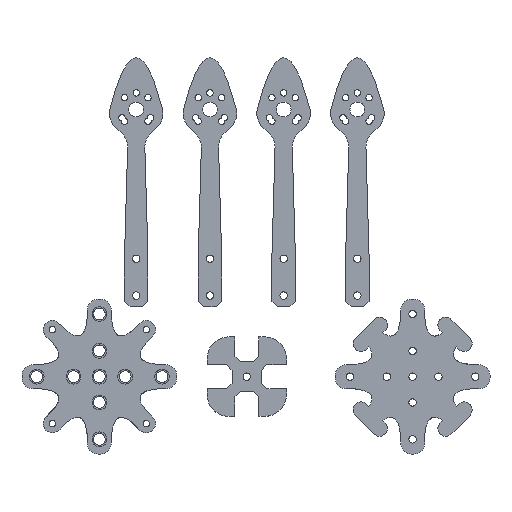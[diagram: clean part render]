
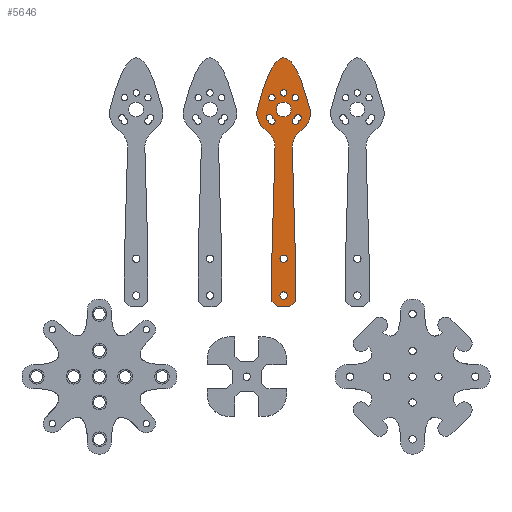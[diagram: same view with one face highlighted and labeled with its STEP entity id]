
A CAD part, top view. The second image highlights one B-rep face of the part: STEP entity #5646.
In plain terms, the highlighted planar face has unit normal (0, 0, 1).
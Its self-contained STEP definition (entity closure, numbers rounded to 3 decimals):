
#270=FACE_BOUND('',#1111,.T.);
#271=FACE_BOUND('',#1112,.T.);
#272=FACE_BOUND('',#1113,.T.);
#273=FACE_BOUND('',#1114,.T.);
#274=FACE_BOUND('',#1115,.T.);
#275=FACE_BOUND('',#1116,.T.);
#276=FACE_BOUND('',#1117,.T.);
#277=FACE_BOUND('',#1118,.T.);
#365=B_SPLINE_CURVE_WITH_KNOTS('',2,(#9986,#9987,#9988),.UNSPECIFIED.,.F.,
 .F.,(3,3),(782.792,815.41),.UNSPECIFIED.);
#474=PLANE('',#6153);
#735=FACE_OUTER_BOUND('',#1110,.T.);
#1110=EDGE_LOOP('',(#5079,#5080,#5081,#5082,#5083,#5084,#5085,#5086,#5087,
#5088,#5089,#5090,#5091,#5092));
#1111=EDGE_LOOP('',(#5093));
#1112=EDGE_LOOP('',(#5094,#5095));
#1113=EDGE_LOOP('',(#5096));
#1114=EDGE_LOOP('',(#5097));
#1115=EDGE_LOOP('',(#5098));
#1116=EDGE_LOOP('',(#5099));
#1117=EDGE_LOOP('',(#5100));
#1118=EDGE_LOOP('',(#5101,#5102));
#1561=LINE('',#9871,#2030);
#1565=LINE('',#9880,#2034);
#1569=LINE('',#9887,#2038);
#1572=LINE('',#9893,#2041);
#1575=LINE('',#9899,#2044);
#1578=LINE('',#9905,#2047);
#1580=LINE('',#9908,#2049);
#2030=VECTOR('',#7389,10.);
#2034=VECTOR('',#7395,10.);
#2038=VECTOR('',#7401,10.);
#2041=VECTOR('',#7406,10.);
#2044=VECTOR('',#7411,10.);
#2047=VECTOR('',#7416,10.);
#2049=VECTOR('',#7420,10.);
#2328=CIRCLE('',#6107,2.);
#2331=CIRCLE('',#6111,0.875);
#2333=CIRCLE('',#6114,0.875);
#2335=CIRCLE('',#6117,0.875);
#2337=CIRCLE('',#6120,0.875);
#2338=CIRCLE('',#6122,0.875);
#2340=CIRCLE('',#6125,0.875);
#2342=CIRCLE('',#6128,0.875);
#2345=CIRCLE('',#6132,5.);
#2347=CIRCLE('',#6135,7.5);
#2349=CIRCLE('',#6138,5.);
#2351=CIRCLE('',#6141,5.);
#2353=CIRCLE('',#6144,7.5);
#2355=CIRCLE('',#6147,5.);
#2358=CIRCLE('',#6152,1.);
#2359=CIRCLE('',#6154,1.);
#2820=VERTEX_POINT('',#9868);
#2821=VERTEX_POINT('',#9870);
#2824=VERTEX_POINT('',#9877);
#2825=VERTEX_POINT('',#9879);
#2827=VERTEX_POINT('',#9885);
#2829=VERTEX_POINT('',#9891);
#2831=VERTEX_POINT('',#9897);
#2833=VERTEX_POINT('',#9903);
#2834=VERTEX_POINT('',#9910);
#2838=VERTEX_POINT('',#9919);
#2839=VERTEX_POINT('',#9921);
#2842=VERTEX_POINT('',#9931);
#2843=VERTEX_POINT('',#9933);
#2844=VERTEX_POINT('',#9940);
#2846=VERTEX_POINT('',#9946);
#2848=VERTEX_POINT('',#9952);
#2851=VERTEX_POINT('',#9960);
#2853=VERTEX_POINT('',#9966);
#2855=VERTEX_POINT('',#9972);
#2857=VERTEX_POINT('',#9985);
#2859=VERTEX_POINT('',#9993);
#2861=VERTEX_POINT('',#9999);
#2864=VERTEX_POINT('',#10011);
#2865=VERTEX_POINT('',#10015);
#3559=EDGE_CURVE('',#2821,#2820,#1561,.T.);
#3563=EDGE_CURVE('',#2825,#2824,#1565,.T.);
#3567=EDGE_CURVE('',#2824,#2827,#1569,.T.);
#3570=EDGE_CURVE('',#2829,#2827,#1572,.T.);
#3573=EDGE_CURVE('',#2831,#2829,#1575,.T.);
#3576=EDGE_CURVE('',#2833,#2831,#1578,.T.);
#3578=EDGE_CURVE('',#2821,#2833,#1580,.T.);
#3579=EDGE_CURVE('',#2834,#2834,#2328,.T.);
#3584=EDGE_CURVE('',#2839,#2838,#2331,.T.);
#3587=EDGE_CURVE('',#2838,#2839,#2333,.T.);
#3590=EDGE_CURVE('',#2843,#2842,#2335,.T.);
#3593=EDGE_CURVE('',#2842,#2843,#2337,.T.);
#3594=EDGE_CURVE('',#2844,#2844,#2338,.T.);
#3597=EDGE_CURVE('',#2846,#2846,#2340,.T.);
#3600=EDGE_CURVE('',#2848,#2848,#2342,.T.);
#3604=EDGE_CURVE('',#2851,#2825,#2345,.T.);
#3607=EDGE_CURVE('',#2853,#2851,#2347,.T.);
#3610=EDGE_CURVE('',#2855,#2853,#2349,.T.);
#3613=EDGE_CURVE('',#2857,#2855,#365,.T.);
#3616=EDGE_CURVE('',#2859,#2857,#2351,.T.);
#3619=EDGE_CURVE('',#2861,#2859,#2353,.T.);
#3622=EDGE_CURVE('',#2820,#2861,#2355,.T.);
#3625=EDGE_CURVE('',#2864,#2864,#2358,.T.);
#3627=EDGE_CURVE('',#2865,#2865,#2359,.T.);
#5079=ORIENTED_EDGE('',*,*,#3613,.T.);
#5080=ORIENTED_EDGE('',*,*,#3610,.T.);
#5081=ORIENTED_EDGE('',*,*,#3607,.T.);
#5082=ORIENTED_EDGE('',*,*,#3604,.T.);
#5083=ORIENTED_EDGE('',*,*,#3563,.T.);
#5084=ORIENTED_EDGE('',*,*,#3567,.T.);
#5085=ORIENTED_EDGE('',*,*,#3570,.F.);
#5086=ORIENTED_EDGE('',*,*,#3573,.F.);
#5087=ORIENTED_EDGE('',*,*,#3576,.F.);
#5088=ORIENTED_EDGE('',*,*,#3578,.F.);
#5089=ORIENTED_EDGE('',*,*,#3559,.T.);
#5090=ORIENTED_EDGE('',*,*,#3622,.T.);
#5091=ORIENTED_EDGE('',*,*,#3619,.T.);
#5092=ORIENTED_EDGE('',*,*,#3616,.T.);
#5093=ORIENTED_EDGE('',*,*,#3594,.T.);
#5094=ORIENTED_EDGE('',*,*,#3587,.T.);
#5095=ORIENTED_EDGE('',*,*,#3584,.T.);
#5096=ORIENTED_EDGE('',*,*,#3625,.F.);
#5097=ORIENTED_EDGE('',*,*,#3597,.T.);
#5098=ORIENTED_EDGE('',*,*,#3579,.T.);
#5099=ORIENTED_EDGE('',*,*,#3627,.F.);
#5100=ORIENTED_EDGE('',*,*,#3600,.T.);
#5101=ORIENTED_EDGE('',*,*,#3593,.T.);
#5102=ORIENTED_EDGE('',*,*,#3590,.T.);
#5646=ADVANCED_FACE('',(#735,#270,#271,#272,#273,#274,#275,#276,#277),#474,
 .T.);
#6107=AXIS2_PLACEMENT_3D('',#9911,#7423,#7424);
#6111=AXIS2_PLACEMENT_3D('',#9922,#7433,#7434);
#6114=AXIS2_PLACEMENT_3D('',#9926,#7440,#7441);
#6117=AXIS2_PLACEMENT_3D('',#9934,#7447,#7448);
#6120=AXIS2_PLACEMENT_3D('',#9938,#7454,#7455);
#6122=AXIS2_PLACEMENT_3D('',#9941,#7458,#7459);
#6125=AXIS2_PLACEMENT_3D('',#9947,#7465,#7466);
#6128=AXIS2_PLACEMENT_3D('',#9953,#7472,#7473);
#6132=AXIS2_PLACEMENT_3D('',#9961,#7481,#7482);
#6135=AXIS2_PLACEMENT_3D('',#9967,#7488,#7489);
#6138=AXIS2_PLACEMENT_3D('',#9973,#7495,#7496);
#6141=AXIS2_PLACEMENT_3D('',#9994,#7503,#7504);
#6144=AXIS2_PLACEMENT_3D('',#10000,#7510,#7511);
#6147=AXIS2_PLACEMENT_3D('',#10004,#7517,#7518);
#6152=AXIS2_PLACEMENT_3D('',#10012,#7527,#7528);
#6153=AXIS2_PLACEMENT_3D('',#10014,#7530,#7531);
#6154=AXIS2_PLACEMENT_3D('',#10016,#7532,#7533);
#7389=DIRECTION('',(-0.028,1.,0.));
#7395=DIRECTION('',(-0.028,-1.,0.));
#7401=DIRECTION('',(0.,-1.,0.));
#7406=DIRECTION('',(-0.707,0.707,0.));
#7411=DIRECTION('',(-1.,0.,0.));
#7416=DIRECTION('',(-0.707,-0.707,0.));
#7420=DIRECTION('',(0.,-1.,0.));
#7423=DIRECTION('center_axis',(0.,0.,-1.));
#7424=DIRECTION('ref_axis',(1.,0.,0.));
#7433=DIRECTION('center_axis',(0.,0.,-1.));
#7434=DIRECTION('ref_axis',(-0.179,0.984,0.));
#7440=DIRECTION('center_axis',(0.,0.,-1.));
#7441=DIRECTION('ref_axis',(0.179,-0.984,0.));
#7447=DIRECTION('center_axis',(0.,0.,-1.));
#7448=DIRECTION('ref_axis',(-0.997,0.081,0.));
#7454=DIRECTION('center_axis',(0.,0.,-1.));
#7455=DIRECTION('ref_axis',(0.997,-0.081,0.));
#7458=DIRECTION('center_axis',(0.,0.,-1.));
#7459=DIRECTION('ref_axis',(1.,0.,0.));
#7465=DIRECTION('center_axis',(0.,0.,-1.));
#7466=DIRECTION('ref_axis',(1.,0.,0.));
#7472=DIRECTION('center_axis',(0.,0.,-1.));
#7473=DIRECTION('ref_axis',(1.,0.,0.));
#7481=DIRECTION('center_axis',(0.,0.,-1.));
#7482=DIRECTION('ref_axis',(1.,-0.028,0.));
#7488=DIRECTION('center_axis',(0.,0.,1.));
#7489=DIRECTION('ref_axis',(-0.906,-0.423,0.));
#7495=DIRECTION('center_axis',(0.,0.,1.));
#7496=DIRECTION('ref_axis',(-0.968,0.249,0.));
#7503=DIRECTION('center_axis',(0.,0.,1.));
#7504=DIRECTION('ref_axis',(0.906,-0.423,0.));
#7510=DIRECTION('center_axis',(0.,0.,1.));
#7511=DIRECTION('ref_axis',(0.587,-0.81,0.));
#7517=DIRECTION('center_axis',(0.,0.,-1.));
#7518=DIRECTION('ref_axis',(-0.587,0.81,0.));
#7527=DIRECTION('center_axis',(0.,0.,1.));
#7528=DIRECTION('ref_axis',(0.,-1.,0.));
#7530=DIRECTION('center_axis',(0.,0.,1.));
#7531=DIRECTION('ref_axis',(1.,0.,0.));
#7532=DIRECTION('center_axis',(0.,0.,1.));
#7533=DIRECTION('ref_axis',(0.,-1.,0.));
#9868=CARTESIAN_POINT('',(2.339,47.237,3.));
#9870=CARTESIAN_POINT('',(3.186,17.5,3.));
#9871=CARTESIAN_POINT('',(3.179,17.746,3.));
#9877=CARTESIAN_POINT('',(-3.186,17.5,3.));
#9879=CARTESIAN_POINT('',(-2.339,47.237,3.));
#9880=CARTESIAN_POINT('',(-2.339,47.237,3.));
#9885=CARTESIAN_POINT('',(-3.186,5.5,3.));
#9887=CARTESIAN_POINT('',(-3.186,17.5,3.));
#9891=CARTESIAN_POINT('',(-1.686,4.,3.));
#9893=CARTESIAN_POINT('',(-0.639,2.954,3.));
#9897=CARTESIAN_POINT('',(1.686,4.,3.));
#9899=CARTESIAN_POINT('',(-8.75,4.,3.));
#9903=CARTESIAN_POINT('',(3.186,5.5,3.));
#9905=CARTESIAN_POINT('',(0.639,2.954,3.));
#9908=CARTESIAN_POINT('',(3.186,17.5,3.));
#9910=CARTESIAN_POINT('',(-2.,57.5,3.));
#9911=CARTESIAN_POINT('Origin',(0.,57.5,3.));
#9919=CARTESIAN_POINT('',(3.025,55.179,3.));
#9921=CARTESIAN_POINT('',(4.054,54.389,3.));
#9922=CARTESIAN_POINT('Origin',(3.182,54.318,3.));
#9926=CARTESIAN_POINT('Origin',(3.897,55.25,3.));
#9931=CARTESIAN_POINT('',(-4.054,54.389,3.));
#9933=CARTESIAN_POINT('',(-3.025,55.179,3.));
#9934=CARTESIAN_POINT('Origin',(-3.182,54.318,3.));
#9938=CARTESIAN_POINT('Origin',(-3.897,55.25,3.));
#9940=CARTESIAN_POINT('',(2.307,60.682,3.));
#9941=CARTESIAN_POINT('Origin',(3.182,60.682,3.));
#9946=CARTESIAN_POINT('',(-0.875,62.,3.));
#9947=CARTESIAN_POINT('Origin',(0.,62.,3.));
#9952=CARTESIAN_POINT('',(-4.057,60.682,3.));
#9953=CARTESIAN_POINT('Origin',(-3.182,60.682,3.));
#9960=CARTESIAN_POINT('',(-4.402,51.428,3.));
#9961=CARTESIAN_POINT('Origin',(-7.337,47.379,3.));
#9966=CARTESIAN_POINT('',(-6.795,54.325,3.));
#9967=CARTESIAN_POINT('Origin',(0.,57.5,3.));
#9972=CARTESIAN_POINT('',(-7.107,57.688,3.));
#9973=CARTESIAN_POINT('Origin',(-2.265,56.442,3.));
#9985=CARTESIAN_POINT('',(7.107,57.688,3.));
#9986=CARTESIAN_POINT('Ctrl Pts',(7.107,57.688,3.));
#9987=CARTESIAN_POINT('Ctrl Pts',(0.,85.312,3.));
#9988=CARTESIAN_POINT('Ctrl Pts',(-7.107,57.688,3.));
#9993=CARTESIAN_POINT('',(6.795,54.325,3.));
#9994=CARTESIAN_POINT('Origin',(2.265,56.442,3.));
#9999=CARTESIAN_POINT('',(4.402,51.428,3.));
#10000=CARTESIAN_POINT('Origin',(0.,57.5,3.));
#10004=CARTESIAN_POINT('Origin',(7.337,47.379,3.));
#10011=CARTESIAN_POINT('',(0.,8.,3.));
#10012=CARTESIAN_POINT('Origin',(0.,7.,
3.));
#10014=CARTESIAN_POINT('Origin',(0.,0.,3.));
#10015=CARTESIAN_POINT('',(0.,18.,3.));
#10016=CARTESIAN_POINT('Origin',(0.,17.,
3.));
